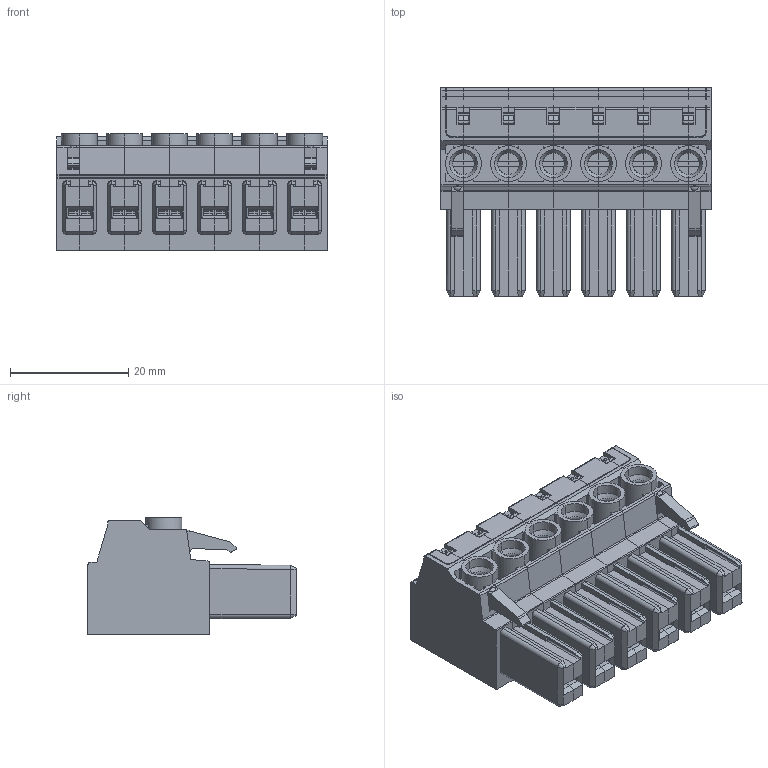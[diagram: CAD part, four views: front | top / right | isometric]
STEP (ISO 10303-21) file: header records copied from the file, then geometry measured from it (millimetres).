
FILE_DESCRIPTION(/* description */ ('Unknown'),/* implementation_level */ '2;1');
FILE_NAME(/* name */ '691376400006',/* time_stamp */ '2022-06-23T17:26:26+02:00',/* author */ ('Unknown'),/* organization */ ('Unknown'),/* preprocessor_version */ 'ST-DEVELOPER v16.7',/* originating_system */ 'Solid Edge',/* authorisation */ 'Unknown');
FILE_SCHEMA (('AUTOMOTIVE_DESIGN {1 0 10303 214 3 1 1}'));
Length unit declared in the file: millimetre
Products named in the file (4): 6913764000xx; 6913764000xx_CENTRAL; 6913764000xx_SX; 6913764000xx_DX
Assembly tree (7 placements, depth 2):
  6913764000xx
    6913764000xx_CENTRAL  x5
    6913764000xx_SX
    6913764000xx_DX
Bounding box: 45.72 x 35.25 x 19.7 mm (x, y, z)
Volume: 15845.2 mm3; surface area: 15768.2 mm2
Topology: 7 solids, 7 shells, 1868 faces, 5510 edges, 3624 vertices
Faces by surface type: plane 1487, cylinder 319, bspline 24, sphere 14, torus 12, cone 12
Entity records: 28725 total; most frequent: CARTESIAN_POINT 5092, ORIENTED_EDGE 4084, DIRECTION 3702, EDGE_CURVE 2042, LINE 1722, VECTOR 1722, VERTEX_POINT 1346, AXIS2_PLACEMENT_3D 990
